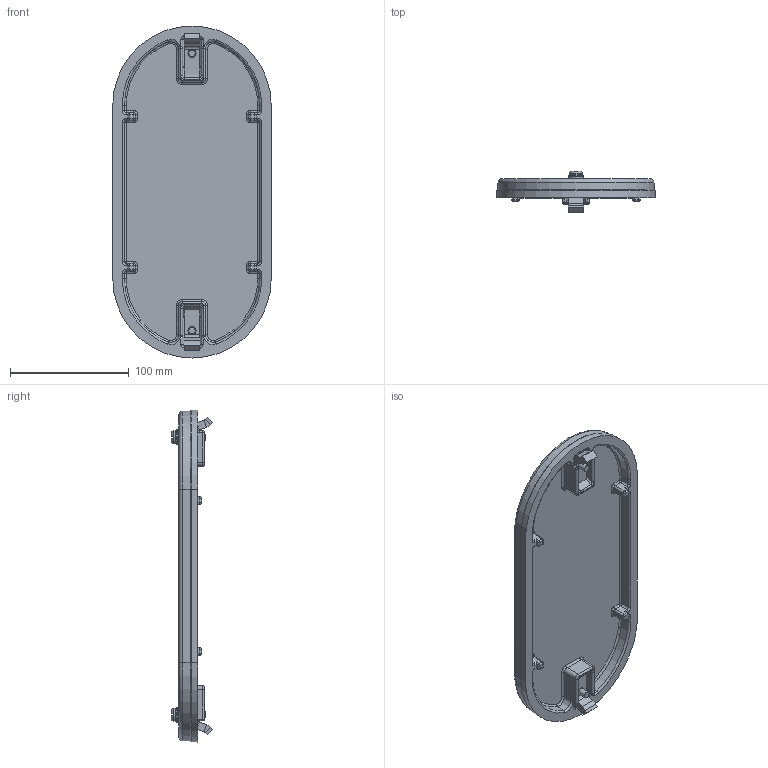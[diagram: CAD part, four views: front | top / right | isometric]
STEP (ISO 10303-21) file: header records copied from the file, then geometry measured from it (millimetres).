
FILE_DESCRIPTION(/* description */ (''),/* implementation_level */ '2;1');
FILE_NAME(/* name */ 'KIL_970C.stp',/* time_stamp */ '2019-10-29T22:45:26+05:00',/* author */ ('kr'),/* organization */ (''),/* preprocessor_version */ 'ST-DEVELOPER v16.13',/* originating_system */ 'Autodesk Inventor 2018',/* authorisation */ '');
FILE_SCHEMA (('AUTOMOTIVE_DESIGN { 1 0 10303 214 3 1 1 }'));
Length unit declared in the file: inch
Products named in the file (4): 970C; 17746; 18038; 18034
Assembly tree (5 placements, depth 2):
  970C
    17746
    18034  x2
    18038  x2
Bounding box: 133.35 x 34.75 x 279.4 mm (x, y, z)
Volume: 263395 mm3; surface area: 93802.9 mm2
Topology: 7 solids, 7 shells, 793 faces, 1988 edges, 1220 vertices
Faces by surface type: plane 411, cylinder 160, bspline 154, sphere 32, cone 18, torus 18
Full cylindrical faces by diameter (mm): 1.181 x1, 1.41 x1, 5.486 x2, 6.747 x2, 10.35 x1, 10.795 x2, 12.192 x2, 12.7 x3
Entity records: 25521 total; most frequent: CARTESIAN_POINT 8236, ORIENTED_EDGE 3702, DIRECTION 3240, EDGE_CURVE 1851, LINE 1190, VECTOR 1190, VERTEX_POINT 1165, AXIS2_PLACEMENT_3D 1025
